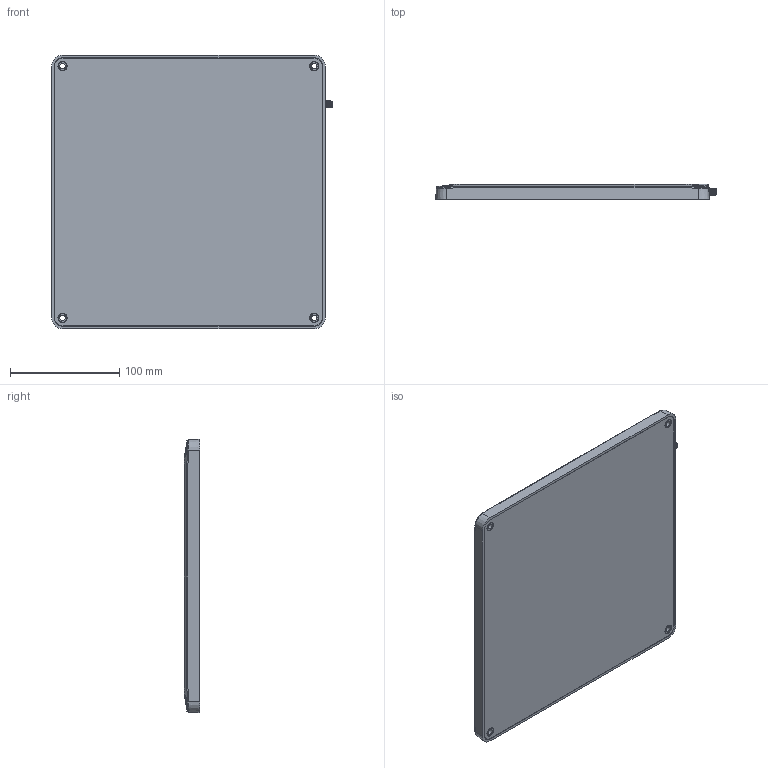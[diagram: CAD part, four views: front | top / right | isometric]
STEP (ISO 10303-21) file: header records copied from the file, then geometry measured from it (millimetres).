
FILE_DESCRIPTION (( 'STEP AP214' ), '1' );
FILE_NAME ('A5010 Flush Antenna (White) RevA 17-2-25 (Visual Details - AP214).STEP', '2025-02-16T20:48:11', ( '' ), ( '' ), 'SwSTEP 2.0', 'SolidWorks 2019', '' );
FILE_SCHEMA (( 'AUTOMOTIVE_DESIGN' ));
Length unit declared in the file: millimetre
Products named in the file (1): A5010 Flush Antenna (White) RevA 17-2-25 (Visual Details - AP214)
Bounding box: 256.55 x 14 x 250 mm (x, y, z)
Volume: 844717.6 mm3; surface area: 260788.7 mm2
Topology: 5 solids, 5 shells, 251 faces, 589 edges, 365 vertices
Faces by surface type: cylinder 92, plane 72, bspline 31, cone 30, torus 26
Entity records: 13780 total; most frequent: CARTESIAN_POINT 5390, ORIENTED_EDGE 1174, DIRECTION 1132, EDGE_CURVE 587, AXIS2_PLACEMENT_3D 449, VERTEX_POINT 365, EDGE_LOOP 290, UNCERTAINTY_MEASURE_WITH_UNIT 258
